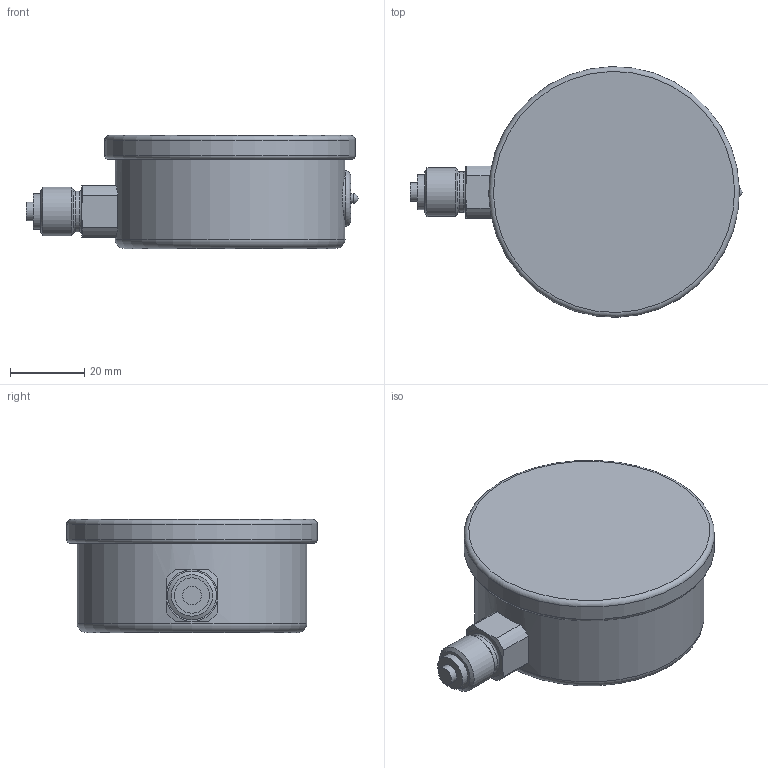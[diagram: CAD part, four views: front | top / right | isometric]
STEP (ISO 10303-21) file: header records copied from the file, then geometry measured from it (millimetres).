
FILE_DESCRIPTION(/* description */ (''),/* implementation_level */ '2;1');
FILE_NAME(/* name */ 'RF63Ch_D902_851XX902.stp',/* time_stamp */ '2018-01-29T11:33:45+01:00',/* author */ ('acgl'),/* organization */ (''),/* preprocessor_version */ 'ST-DEVELOPER v15.6',/* originating_system */ 'Autodesk Inventor 2015',/* authorisation */ '');
FILE_SCHEMA (('AUTOMOTIVE_DESIGN { 1 0 10303 214 3 1 1 }'));
Length unit declared in the file: centimetre
Products named in the file (1): RF63Ch_D902_851XX902
Bounding box: 89.5 x 67.58 x 30.5 mm (x, y, z)
Volume: 98204.6 mm3; surface area: 14047 mm2
Topology: 1 solids, 1 shells, 66 faces, 141 edges, 84 vertices
Faces by surface type: cylinder 20, plane 18, torus 16, cone 11, sphere 1
Full cylindrical faces by diameter (mm): 2.5 x1, 5 x1, 9.5 x1, 11 x1, 13.157 x1, 15 x1, 62 x1, 67.6 x1
Entity records: 1833 total; most frequent: CARTESIAN_POINT 352, DIRECTION 312, ORIENTED_EDGE 244, AXIS2_PLACEMENT_3D 139, EDGE_CURVE 122, EDGE_LOOP 90, VERTEX_POINT 82, CIRCLE 72
